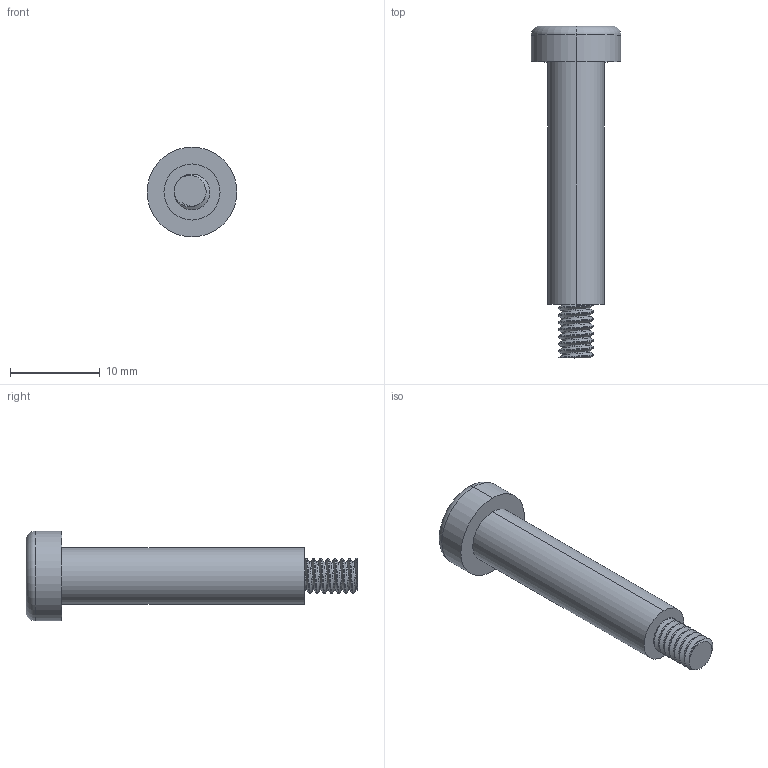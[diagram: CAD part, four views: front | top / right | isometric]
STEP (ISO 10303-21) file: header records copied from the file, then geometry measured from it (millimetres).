
FILE_DESCRIPTION (( 'STEP AP214' ), '1' );
FILE_NAME ('Socket Head Screw.STEP', '2025-03-07T10:19:43', ( '' ), ( '' ), 'SwSTEP 2.0', 'SolidWorks 2023', '' );
FILE_SCHEMA (( 'AUTOMOTIVE_DESIGN' ));
Length unit declared in the file: millimetre
Products named in the file (1): Socket Head Screw
Bounding box: 10 x 37 x 10 mm (x, y, z)
Volume: 1160 mm3; surface area: 942 mm2
Topology: 1 solids, 1 shells, 36 faces, 91 edges, 60 vertices
Faces by surface type: cylinder 20, plane 11, bspline 3, torus 2
Entity records: 2499 total; most frequent: CARTESIAN_POINT 1717, ORIENTED_EDGE 182, DIRECTION 133, EDGE_CURVE 91, VERTEX_POINT 60, AXIS2_PLACEMENT_3D 48, EDGE_LOOP 39, VECTOR 37
